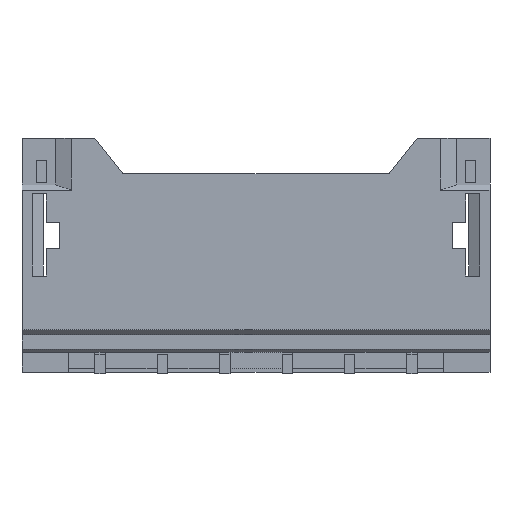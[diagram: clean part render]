
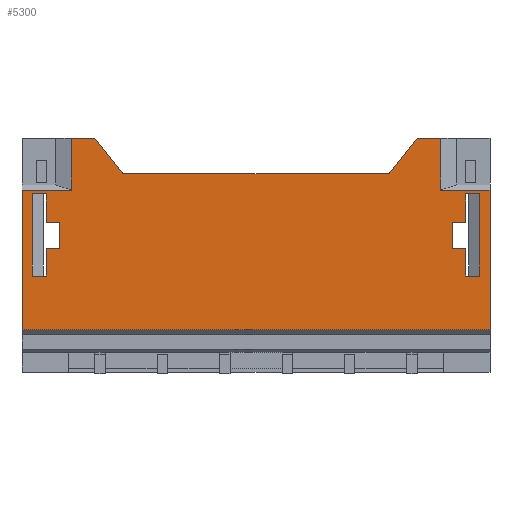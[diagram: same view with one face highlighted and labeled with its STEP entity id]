
A CAD part, front view. The second image highlights one B-rep face of the part: STEP entity #5300.
In plain terms, the highlighted planar face has unit normal (0, -1, 0).
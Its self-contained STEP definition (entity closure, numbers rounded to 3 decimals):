
#15=FACE_BOUND('',#478,.T.);
#16=FACE_BOUND('',#479,.T.);
#214=FACE_OUTER_BOUND('',#477,.T.);
#477=EDGE_LOOP('',(#3648,#3649,#3650,#3651,#3652,#3653,#3654,#3655,#3656,
#3657,#3658,#3659));
#478=EDGE_LOOP('',(#3660,#3661,#3662,#3663,#3664,#3665,#3666,#3667));
#479=EDGE_LOOP('',(#3668,#3669,#3670,#3671,#3672,#3673,#3674,#3675));
#719=LINE('',#7145,#1469);
#723=LINE('',#7152,#1473);
#726=LINE('',#7158,#1476);
#736=LINE('',#7178,#1486);
#807=LINE('',#7325,#1557);
#808=LINE('',#7327,#1558);
#810=LINE('',#7332,#1560);
#824=LINE('',#7358,#1574);
#825=LINE('',#7362,#1575);
#826=LINE('',#7363,#1576);
#827=LINE('',#7365,#1577);
#828=LINE('',#7366,#1578);
#829=LINE('',#7369,#1579);
#830=LINE('',#7371,#1580);
#831=LINE('',#7373,#1581);
#832=LINE('',#7375,#1582);
#833=LINE('',#7377,#1583);
#834=LINE('',#7379,#1584);
#835=LINE('',#7381,#1585);
#836=LINE('',#7382,#1586);
#837=LINE('',#7385,#1587);
#838=LINE('',#7387,#1588);
#839=LINE('',#7389,#1589);
#840=LINE('',#7391,#1590);
#841=LINE('',#7393,#1591);
#842=LINE('',#7395,#1592);
#843=LINE('',#7397,#1593);
#844=LINE('',#7398,#1594);
#1469=VECTOR('',#5835,0.868);
#1473=VECTOR('',#5841,5.12);
#1476=VECTOR('',#5846,0.868);
#1486=VECTOR('',#5858,0.455);
#1557=VECTOR('',#5969,0.945);
#1558=VECTOR('',#5972,1.);
#1560=VECTOR('',#5976,0.455);
#1574=VECTOR('',#5992,2.68);
#1575=VECTOR('',#5995,0.945);
#1576=VECTOR('',#5996,1.);
#1577=VECTOR('',#5997,9.);
#1578=VECTOR('',#5998,2.68);
#1579=VECTOR('',#5999,0.25);
#1580=VECTOR('',#6000,0.53);
#1581=VECTOR('',#6001,0.27);
#1582=VECTOR('',#6002,1.58);
#1583=VECTOR('',#6003,0.27);
#1584=VECTOR('',#6004,0.55);
#1585=VECTOR('',#6005,0.25);
#1586=VECTOR('',#6006,0.5);
#1587=VECTOR('',#6007,0.5);
#1588=VECTOR('',#6008,0.25);
#1589=VECTOR('',#6009,0.55);
#1590=VECTOR('',#6010,0.27);
#1591=VECTOR('',#6011,1.58);
#1592=VECTOR('',#6012,0.27);
#1593=VECTOR('',#6013,0.53);
#1594=VECTOR('',#6014,0.25);
#2219=VERTEX_POINT('',#7142);
#2220=VERTEX_POINT('',#7144);
#2222=VERTEX_POINT('',#7150);
#2224=VERTEX_POINT('',#7156);
#2233=VERTEX_POINT('',#7176);
#2288=VERTEX_POINT('',#7321);
#2289=VERTEX_POINT('',#7323);
#2291=VERTEX_POINT('',#7331);
#2302=VERTEX_POINT('',#7356);
#2303=VERTEX_POINT('',#7360);
#2304=VERTEX_POINT('',#7361);
#2305=VERTEX_POINT('',#7364);
#2306=VERTEX_POINT('',#7367);
#2307=VERTEX_POINT('',#7368);
#2308=VERTEX_POINT('',#7370);
#2309=VERTEX_POINT('',#7372);
#2310=VERTEX_POINT('',#7374);
#2311=VERTEX_POINT('',#7376);
#2312=VERTEX_POINT('',#7378);
#2313=VERTEX_POINT('',#7380);
#2314=VERTEX_POINT('',#7383);
#2315=VERTEX_POINT('',#7384);
#2316=VERTEX_POINT('',#7386);
#2317=VERTEX_POINT('',#7388);
#2318=VERTEX_POINT('',#7390);
#2319=VERTEX_POINT('',#7392);
#2320=VERTEX_POINT('',#7394);
#2321=VERTEX_POINT('',#7396);
#2725=EDGE_CURVE('',#2220,#2219,#719,.T.);
#2729=EDGE_CURVE('',#2219,#2222,#723,.T.);
#2732=EDGE_CURVE('',#2222,#2224,#726,.T.);
#2742=EDGE_CURVE('',#2233,#2224,#736,.T.);
#2815=EDGE_CURVE('',#2289,#2288,#807,.T.);
#2816=EDGE_CURVE('',#2233,#2288,#808,.T.);
#2818=EDGE_CURVE('',#2220,#2291,#810,.T.);
#2832=EDGE_CURVE('',#2302,#2289,#824,.T.);
#2833=EDGE_CURVE('',#2303,#2304,#825,.T.);
#2834=EDGE_CURVE('',#2291,#2303,#826,.T.);
#2835=EDGE_CURVE('',#2302,#2305,#827,.T.);
#2836=EDGE_CURVE('',#2304,#2305,#828,.T.);
#2837=EDGE_CURVE('',#2306,#2307,#829,.T.);
#2838=EDGE_CURVE('',#2308,#2307,#830,.T.);
#2839=EDGE_CURVE('',#2309,#2308,#831,.T.);
#2840=EDGE_CURVE('',#2309,#2310,#832,.T.);
#2841=EDGE_CURVE('',#2310,#2311,#833,.T.);
#2842=EDGE_CURVE('',#2312,#2311,#834,.T.);
#2843=EDGE_CURVE('',#2312,#2313,#835,.T.);
#2844=EDGE_CURVE('',#2313,#2306,#836,.T.);
#2845=EDGE_CURVE('',#2314,#2315,#837,.T.);
#2846=EDGE_CURVE('',#2315,#2316,#838,.T.);
#2847=EDGE_CURVE('',#2316,#2317,#839,.T.);
#2848=EDGE_CURVE('',#2317,#2318,#840,.T.);
#2849=EDGE_CURVE('',#2319,#2318,#841,.T.);
#2850=EDGE_CURVE('',#2320,#2319,#842,.T.);
#2851=EDGE_CURVE('',#2320,#2321,#843,.T.);
#2852=EDGE_CURVE('',#2321,#2314,#844,.T.);
#3648=ORIENTED_EDGE('',*,*,#2833,.F.);
#3649=ORIENTED_EDGE('',*,*,#2834,.F.);
#3650=ORIENTED_EDGE('',*,*,#2818,.F.);
#3651=ORIENTED_EDGE('',*,*,#2725,.T.);
#3652=ORIENTED_EDGE('',*,*,#2729,.T.);
#3653=ORIENTED_EDGE('',*,*,#2732,.T.);
#3654=ORIENTED_EDGE('',*,*,#2742,.F.);
#3655=ORIENTED_EDGE('',*,*,#2816,.T.);
#3656=ORIENTED_EDGE('',*,*,#2815,.F.);
#3657=ORIENTED_EDGE('',*,*,#2832,.F.);
#3658=ORIENTED_EDGE('',*,*,#2835,.T.);
#3659=ORIENTED_EDGE('',*,*,#2836,.F.);
#3660=ORIENTED_EDGE('',*,*,#2837,.T.);
#3661=ORIENTED_EDGE('',*,*,#2838,.F.);
#3662=ORIENTED_EDGE('',*,*,#2839,.F.);
#3663=ORIENTED_EDGE('',*,*,#2840,.T.);
#3664=ORIENTED_EDGE('',*,*,#2841,.T.);
#3665=ORIENTED_EDGE('',*,*,#2842,.F.);
#3666=ORIENTED_EDGE('',*,*,#2843,.T.);
#3667=ORIENTED_EDGE('',*,*,#2844,.T.);
#3668=ORIENTED_EDGE('',*,*,#2845,.T.);
#3669=ORIENTED_EDGE('',*,*,#2846,.T.);
#3670=ORIENTED_EDGE('',*,*,#2847,.T.);
#3671=ORIENTED_EDGE('',*,*,#2848,.T.);
#3672=ORIENTED_EDGE('',*,*,#2849,.F.);
#3673=ORIENTED_EDGE('',*,*,#2850,.F.);
#3674=ORIENTED_EDGE('',*,*,#2851,.T.);
#3675=ORIENTED_EDGE('',*,*,#2852,.T.);
#5045=PLANE('',#5578);
#5300=ADVANCED_FACE('',(#214,#15,#16),#5045,.F.);
#5578=AXIS2_PLACEMENT_3D('',#7359,#5993,#5994);
#5835=DIRECTION('',(-0.622,0.,-0.783));
#5841=DIRECTION('',(-1.,0.,0.));
#5846=DIRECTION('',(-0.622,0.,0.783));
#5858=DIRECTION('',(1.,0.,0.));
#5969=DIRECTION('',(1.,0.,0.));
#5972=DIRECTION('',(0.,0.,-1.));
#5976=DIRECTION('',(1.,0.,0.));
#5992=DIRECTION('',(0.,0.,1.));
#5993=DIRECTION('center_axis',(0.,1.,0.));
#5994=DIRECTION('ref_axis',(1.,0.,0.));
#5995=DIRECTION('',(1.,0.,0.));
#5996=DIRECTION('',(0.,0.,-1.));
#5997=DIRECTION('',(1.,0.,0.));
#5998=DIRECTION('',(0.,0.,-1.));
#5999=DIRECTION('',(-1.,0.,0.));
#6000=DIRECTION('',(0.,0.,1.));
#6001=DIRECTION('',(1.,0.,0.));
#6002=DIRECTION('',(0.,0.,1.));
#6003=DIRECTION('',(1.,0.,0.));
#6004=DIRECTION('',(0.,0.,1.));
#6005=DIRECTION('',(1.,0.,0.));
#6006=DIRECTION('',(0.,0.,-1.));
#6007=DIRECTION('',(0.,0.,1.));
#6008=DIRECTION('',(1.,0.,0.));
#6009=DIRECTION('',(0.,0.,1.));
#6010=DIRECTION('',(1.,0.,0.));
#6011=DIRECTION('',(0.,0.,1.));
#6012=DIRECTION('',(1.,0.,0.));
#6013=DIRECTION('',(0.,0.,1.));
#6014=DIRECTION('',(-1.,0.,0.));
#7142=CARTESIAN_POINT('',(2.56,-1.4,1.57));
#7144=CARTESIAN_POINT('',(3.1,-1.4,2.25));
#7145=CARTESIAN_POINT('',(3.1,-1.4,2.25));
#7150=CARTESIAN_POINT('',(-2.56,-1.4,1.57));
#7152=CARTESIAN_POINT('',(2.56,-1.4,1.57));
#7156=CARTESIAN_POINT('',(-3.1,-1.4,2.25));
#7158=CARTESIAN_POINT('',(-2.56,-1.4,1.57));
#7176=CARTESIAN_POINT('',(-3.555,-1.4,2.25));
#7178=CARTESIAN_POINT('',(-3.555,-1.4,2.25));
#7321=CARTESIAN_POINT('',(-3.555,-1.4,1.25));
#7323=CARTESIAN_POINT('',(-4.5,-1.4,1.25));
#7325=CARTESIAN_POINT('',(-4.5,-1.4,1.25));
#7327=CARTESIAN_POINT('',(-3.555,-1.4,2.25));
#7331=CARTESIAN_POINT('',(3.555,-1.4,2.25));
#7332=CARTESIAN_POINT('',(3.1,-1.4,2.25));
#7356=CARTESIAN_POINT('',(-4.5,-1.4,-1.43));
#7358=CARTESIAN_POINT('',(-4.5,-1.4,-1.43));
#7359=CARTESIAN_POINT('Origin',(0.,-1.4,0.));
#7360=CARTESIAN_POINT('',(3.555,-1.4,1.25));
#7361=CARTESIAN_POINT('',(4.5,-1.4,1.25));
#7362=CARTESIAN_POINT('',(3.555,-1.4,1.25));
#7363=CARTESIAN_POINT('',(3.555,-1.4,2.25));
#7364=CARTESIAN_POINT('',(4.5,-1.4,-1.43));
#7365=CARTESIAN_POINT('',(-4.5,-1.4,-1.43));
#7366=CARTESIAN_POINT('',(4.5,-1.4,1.25));
#7367=CARTESIAN_POINT('',(-3.78,-1.4,0.13));
#7368=CARTESIAN_POINT('',(-4.03,-1.4,0.13));
#7369=CARTESIAN_POINT('',(-3.78,-1.4,0.13));
#7370=CARTESIAN_POINT('',(-4.03,-1.4,-0.4));
#7371=CARTESIAN_POINT('',(-4.03,-1.4,-0.4));
#7372=CARTESIAN_POINT('',(-4.3,-1.4,-0.4));
#7373=CARTESIAN_POINT('',(-4.3,-1.4,-0.4));
#7374=CARTESIAN_POINT('',(-4.3,-1.4,1.18));
#7375=CARTESIAN_POINT('',(-4.3,-1.4,-0.4));
#7376=CARTESIAN_POINT('',(-4.03,-1.4,1.18));
#7377=CARTESIAN_POINT('',(-4.3,-1.4,1.18));
#7378=CARTESIAN_POINT('',(-4.03,-1.4,0.63));
#7379=CARTESIAN_POINT('',(-4.03,-1.4,0.63));
#7380=CARTESIAN_POINT('',(-3.78,-1.4,0.63));
#7381=CARTESIAN_POINT('',(-4.03,-1.4,0.63));
#7382=CARTESIAN_POINT('',(-3.78,-1.4,0.63));
#7383=CARTESIAN_POINT('',(3.78,-1.4,0.13));
#7384=CARTESIAN_POINT('',(3.78,-1.4,0.63));
#7385=CARTESIAN_POINT('',(3.78,-1.4,0.13));
#7386=CARTESIAN_POINT('',(4.03,-1.4,0.63));
#7387=CARTESIAN_POINT('',(3.78,-1.4,0.63));
#7388=CARTESIAN_POINT('',(4.03,-1.4,1.18));
#7389=CARTESIAN_POINT('',(4.03,-1.4,0.63));
#7390=CARTESIAN_POINT('',(4.3,-1.4,1.18));
#7391=CARTESIAN_POINT('',(4.03,-1.4,1.18));
#7392=CARTESIAN_POINT('',(4.3,-1.4,-0.4));
#7393=CARTESIAN_POINT('',(4.3,-1.4,-0.4));
#7394=CARTESIAN_POINT('',(4.03,-1.4,-0.4));
#7395=CARTESIAN_POINT('',(4.03,-1.4,-0.4));
#7396=CARTESIAN_POINT('',(4.03,-1.4,0.13));
#7397=CARTESIAN_POINT('',(4.03,-1.4,-0.4));
#7398=CARTESIAN_POINT('',(4.03,-1.4,0.13));
